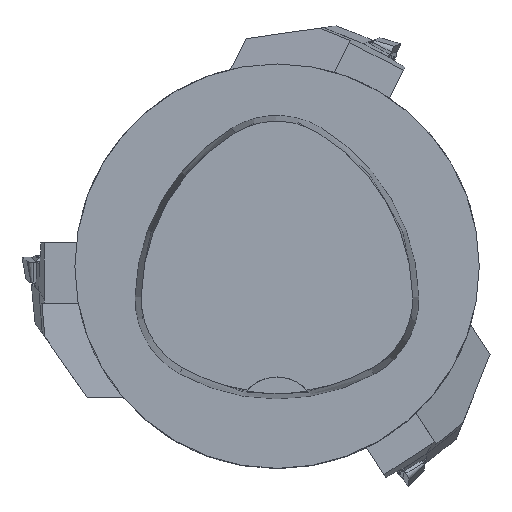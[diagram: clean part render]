
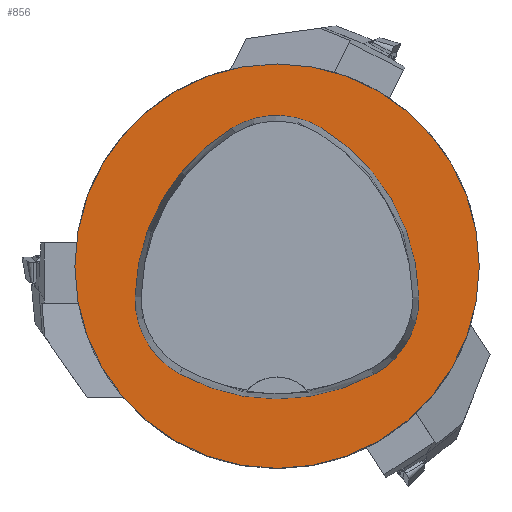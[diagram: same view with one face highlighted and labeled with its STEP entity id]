
A CAD part, top view. The second image highlights one B-rep face of the part: STEP entity #856.
In plain terms, the highlighted planar face has unit normal (0, 0, 1).
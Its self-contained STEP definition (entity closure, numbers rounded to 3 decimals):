
#200=PLANE('',#2898);
#693=FACE_BOUND('',#1128,.T.);
#694=FACE_BOUND('',#1129,.T.);
#856=ADVANCED_FACE('',(#693,#694),#200,.T.);
#1128=EDGE_LOOP('',(#1552,#1553,#1554,#1555,#1556,#1557));
#1129=EDGE_LOOP('',(#1558));
#1283=CIRCLE('',#2875,20.);
#1285=CIRCLE('',#2878,8.5);
#1287=CIRCLE('',#2881,20.);
#1289=CIRCLE('',#2884,8.5);
#1293=CIRCLE('',#2889,20.);
#1295=CIRCLE('',#2892,8.5);
#1298=CIRCLE('',#2897,20.);
#1552=ORIENTED_EDGE('',*,*,#2415,.T.);
#1553=ORIENTED_EDGE('',*,*,#2395,.T.);
#1554=ORIENTED_EDGE('',*,*,#2399,.T.);
#1555=ORIENTED_EDGE('',*,*,#2402,.T.);
#1556=ORIENTED_EDGE('',*,*,#2405,.T.);
#1557=ORIENTED_EDGE('',*,*,#2413,.T.);
#1558=ORIENTED_EDGE('',*,*,#2418,.F.);
#2115=VERTEX_POINT('',#4077);
#2116=VERTEX_POINT('',#4078);
#2119=VERTEX_POINT('',#4086);
#2121=VERTEX_POINT('',#4092);
#2123=VERTEX_POINT('',#4098);
#2130=VERTEX_POINT('',#4119);
#2131=VERTEX_POINT('',#4129);
#2395=EDGE_CURVE('',#2115,#2116,#1283,.T.);
#2399=EDGE_CURVE('',#2116,#2119,#1285,.T.);
#2402=EDGE_CURVE('',#2119,#2121,#1287,.T.);
#2405=EDGE_CURVE('',#2121,#2123,#1289,.T.);
#2413=EDGE_CURVE('',#2123,#2130,#1293,.T.);
#2415=EDGE_CURVE('',#2130,#2115,#1295,.T.);
#2418=EDGE_CURVE('',#2131,#2131,#1298,.T.);
#2875=AXIS2_PLACEMENT_3D('',#4076,#3261,#3262);
#2878=AXIS2_PLACEMENT_3D('',#4085,#3269,#3270);
#2881=AXIS2_PLACEMENT_3D('',#4091,#3276,#3277);
#2884=AXIS2_PLACEMENT_3D('',#4097,#3283,#3284);
#2889=AXIS2_PLACEMENT_3D('',#4120,#3295,#3296);
#2892=AXIS2_PLACEMENT_3D('',#4123,#3301,#3302);
#2897=AXIS2_PLACEMENT_3D('',#4128,#3311,#3312);
#2898=AXIS2_PLACEMENT_3D('',#4130,#3313,#3314);
#3261=DIRECTION('',(0.,0.,-1.));
#3262=DIRECTION('',(-1.,0.,0.));
#3269=DIRECTION('',(0.,0.,-1.));
#3270=DIRECTION('',(-1.,0.,0.));
#3276=DIRECTION('',(0.,0.,-1.));
#3277=DIRECTION('',(-1.,0.,0.));
#3283=DIRECTION('',(0.,0.,-1.));
#3284=DIRECTION('',(-1.,0.,0.));
#3295=DIRECTION('',(0.,0.,-1.));
#3296=DIRECTION('',(-1.,0.,0.));
#3301=DIRECTION('',(0.,0.,-1.));
#3302=DIRECTION('',(-1.,0.,0.));
#3311=DIRECTION('',(0.,0.,-1.));
#3312=DIRECTION('',(-1.,0.,0.));
#3313=DIRECTION('',(0.,0.,1.));
#3314=DIRECTION('',(1.,0.,0.));
#4076=CARTESIAN_POINT('',(5.955,-3.414,0.));
#4077=CARTESIAN_POINT('',(-14.041,-3.042,0.));
#4078=CARTESIAN_POINT('',(-4.472,13.653,0.));
#4085=CARTESIAN_POINT('',(-0.04,6.4,0.));
#4086=CARTESIAN_POINT('',(4.347,13.68,0.));
#4091=CARTESIAN_POINT('',(-5.976,-3.45,0.));
#4092=CARTESIAN_POINT('',(14.021,-3.075,0.));
#4097=CARTESIAN_POINT('',(5.522,-3.235,0.));
#4098=CARTESIAN_POINT('',(9.588,-10.699,0.));
#4119=CARTESIAN_POINT('',(-9.655,-10.639,0.));
#4120=CARTESIAN_POINT('',(0.022,6.864,0.));
#4123=CARTESIAN_POINT('',(-5.543,-3.2,0.));
#4128=CARTESIAN_POINT('',(0.,0.,0.));
#4129=CARTESIAN_POINT('',(-20.,0.,0.));
#4130=CARTESIAN_POINT('',(0.,0.,0.));
